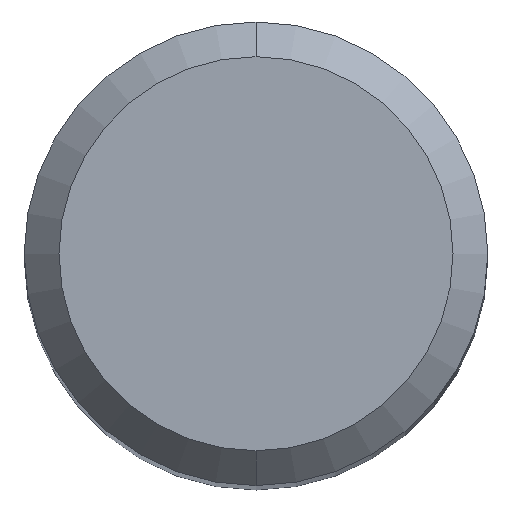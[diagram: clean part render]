
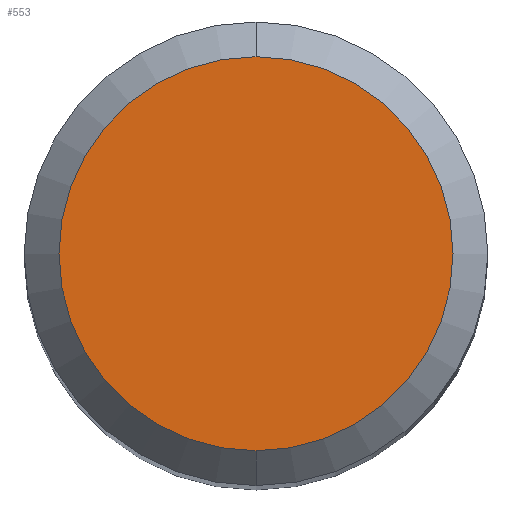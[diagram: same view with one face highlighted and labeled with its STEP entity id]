
A CAD part, top view. The second image highlights one B-rep face of the part: STEP entity #553.
In plain terms, the highlighted planar face has unit normal (0, 0, 1).
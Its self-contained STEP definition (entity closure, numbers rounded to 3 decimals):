
#237=VERTEX_POINT('',#626);
#269=VERTEX_POINT('',#660);
#303=EDGE_CURVE('',#237,#269,#699,.T.);
#531=EDGE_CURVE('',#269,#237,#955,.T.);
#553=ADVANCED_FACE('',(#978),#979,.T.);
#626=CARTESIAN_POINT('',(0.,-1.7,0.0));
#660=CARTESIAN_POINT('',(0.0,1.7,0.0));
#699=CIRCLE('',#1249,1.7);
#955=CIRCLE('',#1696,1.7);
#978=FACE_OUTER_BOUND('',#1731,.T.);
#979=PLANE('',#1732);
#1249=AXIS2_PLACEMENT_3D('',#1886,#1887,#1888);
#1696=AXIS2_PLACEMENT_3D('',#2195,#2196,#2197);
#1731=EDGE_LOOP('',(#2218,#2219));
#1732=AXIS2_PLACEMENT_3D('',#2220,#2221,#2222);
#1886=CARTESIAN_POINT('',(0.0,0.0,0.0));
#1887=DIRECTION('',(0.0,0.0,-1.0));
#1888=DIRECTION('',(0.0,1.0,0.0));
#2195=CARTESIAN_POINT('',(0.0,0.0,0.0));
#2196=DIRECTION('',(0.0,0.0,-1.0));
#2197=DIRECTION('',(0.0,1.0,0.0));
#2218=ORIENTED_EDGE('',*,*,#531,.F.);
#2219=ORIENTED_EDGE('',*,*,#303,.F.);
#2220=CARTESIAN_POINT('',(0.0,0.85,0.0));
#2221=DIRECTION('',(-0.0,0.0,1.0));
#2222=DIRECTION('',(0.0,-1.0,0.0));
